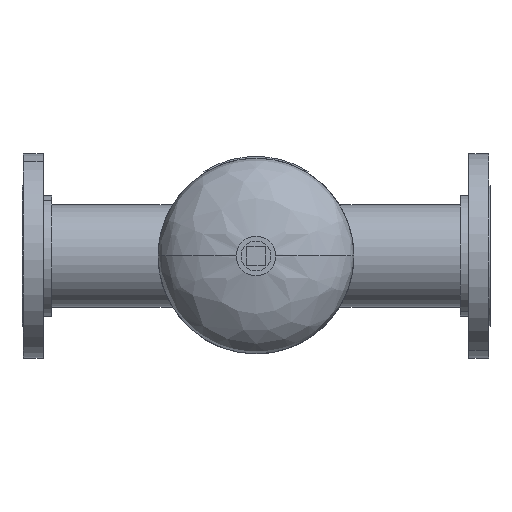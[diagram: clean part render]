
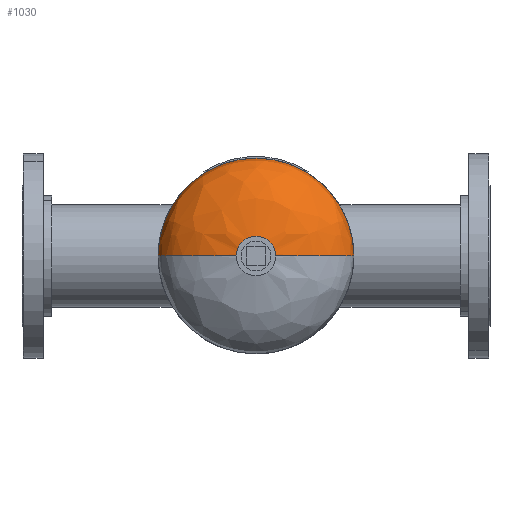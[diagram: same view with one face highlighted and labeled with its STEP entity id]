
A CAD part, front view. The second image highlights one B-rep face of the part: STEP entity #1030.
In plain terms, the highlighted free-form (B-spline) face has degree [3, 3] with [4, 4] control points.
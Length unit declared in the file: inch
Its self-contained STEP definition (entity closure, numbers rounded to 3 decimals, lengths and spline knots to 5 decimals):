
#7 = CARTESIAN_POINT ( 'NONE',  ( -2.90565, 2.92309, 0. ) ) ;
#105 = CIRCLE ( 'NONE', #5932, 0.75 ) ;
#336 = CARTESIAN_POINT ( 'NONE',  ( -2.90565, 2.92309, 5.81131 ) ) ;
#338 = DIRECTION ( 'NONE',  ( 0., -1., 0. ) ) ;
#411 = CARTESIAN_POINT ( 'NONE',  ( -0.75, 3.12171, 1.5 ) ) ;
#418 = VERTEX_POINT ( 'NONE', #3605 ) ;
#592 = CARTESIAN_POINT ( 'NONE',  ( -4.3125, 0.906, 0. ) ) ;
#866 = FACE_OUTER_BOUND ( 'NONE', #3431, .T. ) ;
#905 = CARTESIAN_POINT ( 'NONE',  ( -4.3125, 0.906, 8.625 ) ) ;
#1030 = ADVANCED_FACE ( 'NONE', ( #866 ), #3800, .F. ) ;
#1226 = CARTESIAN_POINT ( 'NONE',  ( 0., 0.906, 0. ) ) ;
#1301 = EDGE_CURVE ( 'NONE', #3486, #6031, #2794, .T. ) ;
#1387 = CARTESIAN_POINT ( 'NONE',  ( 4.3125, 0.906, 0. ) ) ;
#1458 = CARTESIAN_POINT ( 'NONE',  ( 4.3125, 2.04809, 8.625 ) ) ;
#1507 = CARTESIAN_POINT ( 'NONE',  ( 2.90565, 2.92309, 0. ) ) ;
#1951 = CARTESIAN_POINT ( 'NONE',  ( -2.90565, 2.92309, 0. ) ) ;
#2028 = CARTESIAN_POINT ( 'NONE',  ( 0.75, 3.12171, 0. ) ) ;
#2030 = CARTESIAN_POINT ( 'NONE',  ( 0.75, 3.12171, 0. ) ) ;
#2032 = CARTESIAN_POINT ( 'NONE',  ( 4.3125, 0.906, 0. ) ) ;
#2066 = CARTESIAN_POINT ( 'NONE',  ( -4.3125, 2.04809, 8.625 ) ) ;
#2305 = VERTEX_POINT ( 'NONE', #2030 ) ;
#2315 = EDGE_CURVE ( 'NONE', #5062, #3486, #105, .T. ) ;
#2612 = CARTESIAN_POINT ( 'NONE',  ( -4.3125, 0.906, 0. ) ) ;
#2623 = DIRECTION ( 'NONE',  ( 1., 0., 0. ) ) ;
#2682 = CARTESIAN_POINT ( 'NONE',  ( -0.75, 3.12171, 0. ) ) ;
#2794 =( BOUNDED_CURVE ( )  B_SPLINE_CURVE ( 3, ( #4087, #7, #3492, #592 ),
 .UNSPECIFIED., .F., .F. ) 
 B_SPLINE_CURVE_WITH_KNOTS ( ( 4, 4 ),
 ( 4.88719, 6.28319 ),
 .UNSPECIFIED. ) 
 CURVE ( )  GEOMETRIC_REPRESENTATION_ITEM ( )  RATIONAL_B_SPLINE_CURVE ( ( 1., 0.844, 0.844, 1. ) ) 
 REPRESENTATION_ITEM ( '' )  );
#2902 = AXIS2_PLACEMENT_3D ( 'NONE', #1226, #4086, #6831 ) ;
#2983 = CARTESIAN_POINT ( 'NONE',  ( 0., 3.12171, 0.75 ) ) ;
#3275 =( BOUNDED_CURVE ( )  B_SPLINE_CURVE ( 3, ( #6466, #1507, #5956, #2032 ),
 .UNSPECIFIED., .F., .F. ) 
 B_SPLINE_CURVE_WITH_KNOTS ( ( 4, 4 ),
 ( 4.88719, 6.28319 ),
 .UNSPECIFIED. ) 
 CURVE ( )  GEOMETRIC_REPRESENTATION_ITEM ( )  RATIONAL_B_SPLINE_CURVE ( ( 1., 0.844, 0.844, 1. ) ) 
 REPRESENTATION_ITEM ( '' )  );
#3431 = EDGE_LOOP ( 'NONE', ( #4710, #6539, #4220, #3446, #4317 ) ) ;
#3446 = ORIENTED_EDGE ( 'NONE', *, *, #6816, .F. ) ;
#3486 = VERTEX_POINT ( 'NONE', #5773 ) ;
#3492 = CARTESIAN_POINT ( 'NONE',  ( -4.3125, 2.04809, 0. ) ) ;
#3605 = CARTESIAN_POINT ( 'NONE',  ( 4.3125, 0.906, 0. ) ) ;
#3800 =( BOUNDED_SURFACE ( )  B_SPLINE_SURFACE ( 3, 3, ( 
 ( #2028, #7105, #411, #2682 ),
 ( #7026, #4273, #336, #1951 ),
 ( #6462, #1458, #2066, #5951 ),
 ( #1387, #6569, #905, #2612 ) ),
 .UNSPECIFIED., .F., .F., .T. ) 
 B_SPLINE_SURFACE_WITH_KNOTS ( ( 4, 4 ),
 ( 4, 4 ),
 ( 0., 1. ),
 ( 0., 1. ),
 .UNSPECIFIED. ) 
 GEOMETRIC_REPRESENTATION_ITEM ( )  RATIONAL_B_SPLINE_SURFACE ( (
 ( 1., 0.333, 0.333, 1.),
 ( 0.844, 0.281, 0.281, 0.844),
 ( 0.844, 0.281, 0.281, 0.844),
 ( 1., 0.333, 0.333, 1.) ) ) 
 REPRESENTATION_ITEM ( '' )  SURFACE ( )  );
#3808 = CARTESIAN_POINT ( 'NONE',  ( 0., 3.12171, 0. ) ) ;
#4086 = DIRECTION ( 'NONE',  ( 0., -1., 0. ) ) ;
#4087 = CARTESIAN_POINT ( 'NONE',  ( -0.75, 3.12171, 0. ) ) ;
#4202 = CIRCLE ( 'NONE', #2902, 4.3125 ) ;
#4216 = CARTESIAN_POINT ( 'NONE',  ( 0., 3.12171, 0. ) ) ;
#4220 = ORIENTED_EDGE ( 'NONE', *, *, #6019, .F. ) ;
#4254 = DIRECTION ( 'NONE',  ( 0., -1., 0. ) ) ;
#4273 = CARTESIAN_POINT ( 'NONE',  ( 2.90565, 2.92309, 5.81131 ) ) ;
#4317 = ORIENTED_EDGE ( 'NONE', *, *, #4649, .T. ) ;
#4553 = CIRCLE ( 'NONE', #4665, 0.75 ) ;
#4649 = EDGE_CURVE ( 'NONE', #2305, #5062, #4553, .T. ) ;
#4665 = AXIS2_PLACEMENT_3D ( 'NONE', #4216, #4254, #2623 ) ;
#4710 = ORIENTED_EDGE ( 'NONE', *, *, #2315, .T. ) ;
#5062 = VERTEX_POINT ( 'NONE', #2983 ) ;
#5761 = CARTESIAN_POINT ( 'NONE',  ( -4.3125, 0.906, 0. ) ) ;
#5773 = CARTESIAN_POINT ( 'NONE',  ( -0.75, 3.12171, 0. ) ) ;
#5932 = AXIS2_PLACEMENT_3D ( 'NONE', #3808, #338, #7140 ) ;
#5951 = CARTESIAN_POINT ( 'NONE',  ( -4.3125, 2.04809, 0. ) ) ;
#5956 = CARTESIAN_POINT ( 'NONE',  ( 4.3125, 2.04809, 0. ) ) ;
#6019 = EDGE_CURVE ( 'NONE', #418, #6031, #4202, .T. ) ;
#6031 = VERTEX_POINT ( 'NONE', #5761 ) ;
#6462 = CARTESIAN_POINT ( 'NONE',  ( 4.3125, 2.04809, 0. ) ) ;
#6466 = CARTESIAN_POINT ( 'NONE',  ( 0.75, 3.12171, 0. ) ) ;
#6539 = ORIENTED_EDGE ( 'NONE', *, *, #1301, .T. ) ;
#6569 = CARTESIAN_POINT ( 'NONE',  ( 4.3125, 0.906, 8.625 ) ) ;
#6816 = EDGE_CURVE ( 'NONE', #2305, #418, #3275, .T. ) ;
#6831 = DIRECTION ( 'NONE',  ( 1., 0., 0. ) ) ;
#7026 = CARTESIAN_POINT ( 'NONE',  ( 2.90565, 2.92309, 0. ) ) ;
#7105 = CARTESIAN_POINT ( 'NONE',  ( 0.75, 3.12171, 1.5 ) ) ;
#7140 = DIRECTION ( 'NONE',  ( 1., 0., 0. ) ) ;
